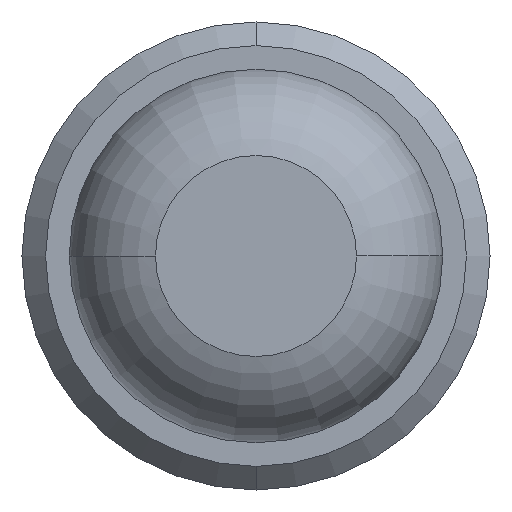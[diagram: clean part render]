
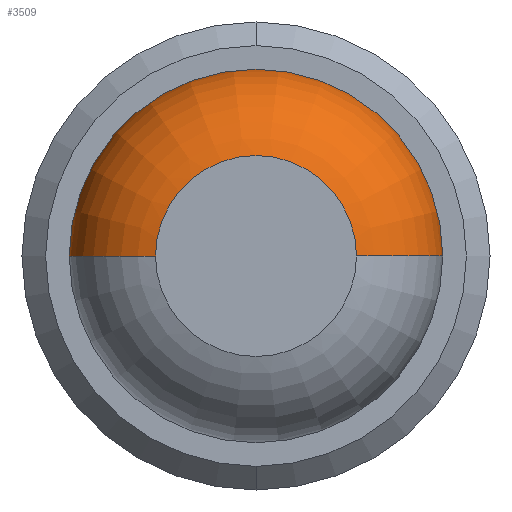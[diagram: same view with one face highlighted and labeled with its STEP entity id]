
A CAD part, front view. The second image highlights one B-rep face of the part: STEP entity #3509.
In plain terms, the highlighted toroidal (fillet/blend) face has major radius 0.61 mm and minor radius 0.97 mm.
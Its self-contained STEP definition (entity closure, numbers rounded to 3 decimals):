
#17 = DIRECTION ( 'NONE',  ( 0., 0., -1. ) ) ;
#24 = AXIS2_PLACEMENT_3D ( 'NONE', #3408, #2428, #752 ) ;
#54 = CARTESIAN_POINT ( 'NONE',  ( -0.61, -26.22, 0. ) ) ;
#157 = DIRECTION ( 'NONE',  ( 0., -1., 0. ) ) ;
#179 = DIRECTION ( 'NONE',  ( -1., 0., 0. ) ) ;
#289 = ORIENTED_EDGE ( 'NONE', *, *, #1703, .T. ) ;
#314 = CARTESIAN_POINT ( 'NONE',  ( -1.58, -26.22, 0. ) ) ;
#517 = CIRCLE ( 'NONE', #2612, 0.97 ) ;
#750 = DIRECTION ( 'NONE',  ( 1., 0., 0. ) ) ;
#752 = DIRECTION ( 'NONE',  ( -1., 0., 0. ) ) ;
#789 = CARTESIAN_POINT ( 'NONE',  ( 0.61, -26.22, 0. ) ) ;
#953 = CARTESIAN_POINT ( 'NONE',  ( 0.85, -27.16, 0. ) ) ;
#993 = ORIENTED_EDGE ( 'NONE', *, *, #4301, .F. ) ;
#1022 = VERTEX_POINT ( 'NONE', #2315 ) ;
#1343 = VERTEX_POINT ( 'NONE', #953 ) ;
#1509 = DIRECTION ( 'NONE',  ( 0., 1., 0. ) ) ;
#1703 = EDGE_CURVE ( 'NONE', #1343, #2753, #517, .T. ) ;
#1716 = TOROIDAL_SURFACE ( 'NONE', #4143, 0.61, 0.97 ) ;
#1718 = AXIS2_PLACEMENT_3D ( 'NONE', #4249, #2250, #2579 ) ;
#1727 = ORIENTED_EDGE ( 'NONE', *, *, #2035, .F. ) ;
#1870 = ORIENTED_EDGE ( 'NONE', *, *, #3209, .F. ) ;
#1882 = CARTESIAN_POINT ( 'NONE',  ( 0., -27.16, 0. ) ) ;
#2035 = EDGE_CURVE ( 'Defeature ausgef�hrt6_9+Defeature ausgef�hrt6_1+Defeature ausgef�hrt6_1+Defeature ausgef�hrt6_1', #1343, #1022, #2564, .T. ) ;
#2219 = EDGE_CURVE ( 'Defeature ausgef�hrt6_9+Defeature ausgef�hrt6_1+Defeature ausgef�hrt6_1+Defeature ausgef�hrt6_1', #1022, #3954, #2463, .T. ) ;
#2247 = EDGE_LOOP ( 'NONE', ( #1727, #289, #1870, #993, #3862 ) ) ;
#2250 = DIRECTION ( 'NONE',  ( 0., -1., 0. ) ) ;
#2315 = CARTESIAN_POINT ( 'NONE',  ( 0., -27.16, 0.85 ) ) ;
#2399 = CARTESIAN_POINT ( 'NONE',  ( -0.85, -27.16, 0. ) ) ;
#2408 = DIRECTION ( 'NONE',  ( -1., 0., 0. ) ) ;
#2428 = DIRECTION ( 'NONE',  ( 0., 1., 0. ) ) ;
#2463 = CIRCLE ( 'NONE', #1718, 0.85 ) ;
#2564 = CIRCLE ( 'NONE', #3937, 0.85 ) ;
#2579 = DIRECTION ( 'NONE',  ( 0., 0., -1. ) ) ;
#2612 = AXIS2_PLACEMENT_3D ( 'NONE', #789, #3800, #750 ) ;
#2753 = VERTEX_POINT ( 'NONE', #3220 ) ;
#2901 = AXIS2_PLACEMENT_3D ( 'NONE', #54, #17, #2408 ) ;
#2963 = CIRCLE ( 'NONE', #24, 1.58 ) ;
#3190 = DIRECTION ( 'NONE',  ( 0., 0., -1. ) ) ;
#3209 = EDGE_CURVE ( 'Defeature ausgef�hrt6_0+Defeature ausgef�hrt6_1+Defeature ausgef�hrt6_1+Defeature ausgef�hrt6_1', #4189, #2753, #2963, .T. ) ;
#3220 = CARTESIAN_POINT ( 'NONE',  ( 1.58, -26.22, 0. ) ) ;
#3408 = CARTESIAN_POINT ( 'NONE',  ( 0., -26.22, 0. ) ) ;
#3509 = ADVANCED_FACE ( 'Defeature ausgef�hrt6_1', ( #4190 ), #1716, .T. ) ;
#3516 = CARTESIAN_POINT ( 'NONE',  ( 0., -26.22, 0. ) ) ;
#3800 = DIRECTION ( 'NONE',  ( 0., 0., 1. ) ) ;
#3862 = ORIENTED_EDGE ( 'NONE', *, *, #2219, .F. ) ;
#3937 = AXIS2_PLACEMENT_3D ( 'NONE', #1882, #157, #3190 ) ;
#3954 = VERTEX_POINT ( 'NONE', #2399 ) ;
#4071 = CIRCLE ( 'NONE', #2901, 0.97 ) ;
#4143 = AXIS2_PLACEMENT_3D ( 'NONE', #3516, #1509, #179 ) ;
#4189 = VERTEX_POINT ( 'NONE', #314 ) ;
#4190 = FACE_OUTER_BOUND ( 'NONE', #2247, .T. ) ;
#4249 = CARTESIAN_POINT ( 'NONE',  ( 0., -27.16, 0. ) ) ;
#4301 = EDGE_CURVE ( 'NONE', #3954, #4189, #4071, .T. ) ;
